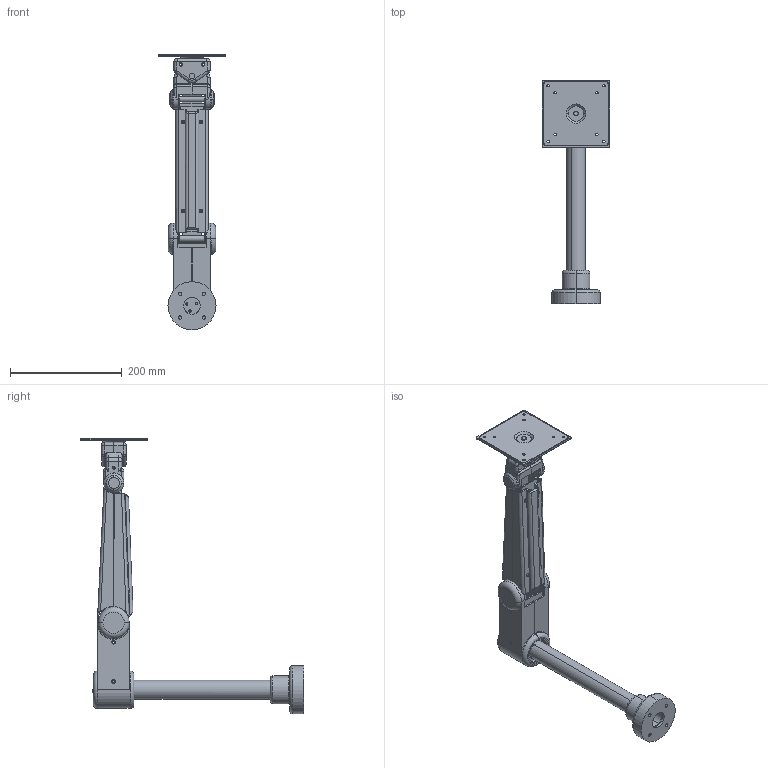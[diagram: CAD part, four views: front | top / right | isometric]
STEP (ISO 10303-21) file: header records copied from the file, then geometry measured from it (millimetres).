
FILE_DESCRIPTION (( 'STEP AP203' ), '1' );
FILE_NAME ('sone3D.STEP', '2013-09-24T08:28:41', ( '' ), ( '' ), 'SwSTEP 2.0', 'SolidWorks 2012', '' );
FILE_SCHEMA (( 'CONFIG_CONTROL_DESIGN' ));
Length unit declared in the file: millimetre
Products named in the file (26): K-800-1_ヘッドﾌﾞﾗｹｯﾄ; K-800-1_モニターブラケットカバー; K-800-1_ヘッドブラケット回転軸; sone3D; K-800-1_CP-30-HP-18; K-800-1_軸部上下共通カバー; K-800-1_メインアーム下側カバー; K-800-1_メインアーム上側カバー; K-800-1_ベッド上下共通カバー; K-800-1_ヘッド左右共通カバー; K-800-1_支柱部; K-800-1_スラストブッシュ; K-800-1_回転ストッパー; K-800-1_ステンレス支柱; K-800-1_テーブル固定台座; K-800-1_第二関節接続部品; K-800-1_軸側センター軸; K-800-1_支柱接続アーム部; K-800-1_支柱接続アンダーﾌﾞﾗｹｯﾄ; K-800-1_支柱接続アーム; K-800-1_第一関節接続部品; K-800-1_ヘッド上下側センター軸; K-800-1_メインアーム部; K-800-1_メインアームアンダーカバー; K-800-1_メインアーム; K-800-1_モニターブラケット部
Assembly tree (28 placements, depth 3):
  sone3D
    K-800-1_モニターブラケット部
      K-800-1_ヘッドブラケット回転軸
      K-800-1_モニターブラケットカバー
      K-800-1_ヘッドﾌﾞﾗｹｯﾄ
    K-800-1_メインアーム部
      K-800-1_メインアーム
      K-800-1_メインアームアンダーカバー
    K-800-1_第一関節接続部品
      K-800-1_ヘッド上下側センター軸
    K-800-1_支柱接続アーム部
      K-800-1_支柱接続アーム
      K-800-1_支柱接続アンダーﾌﾞﾗｹｯﾄ
    K-800-1_第二関節接続部品
      K-800-1_軸側センター軸
    K-800-1_支柱部
      K-800-1_テーブル固定台座
      K-800-1_ステンレス支柱
      K-800-1_回転ストッパー
      K-800-1_スラストブッシュ
    K-800-1_ヘッド左右共通カバー  x2
    K-800-1_ベッド上下共通カバー  x2
    K-800-1_メインアーム上側カバー
    K-800-1_メインアーム下側カバー
    K-800-1_軸部上下共通カバー  x2
    K-800-1_CP-30-HP-18
Bounding box: 120 x 400 x 493.4 mm (x, y, z)
Volume: 722163.4 mm3; surface area: 546457.9 mm2
Topology: 22 solids, 22 shells, 1142 faces, 2913 edges, 1847 vertices
Faces by surface type: cylinder 497, plane 441, cone 94, torus 80, bspline 18, sphere 12
Entity records: 31986 total; most frequent: CARTESIAN_POINT 6399, DIRECTION 4992, ORIENTED_EDGE 4576, EDGE_CURVE 2288, AXIS2_PLACEMENT_3D 1903, VERTEX_POINT 1470, LINE 1186, VECTOR 1186
